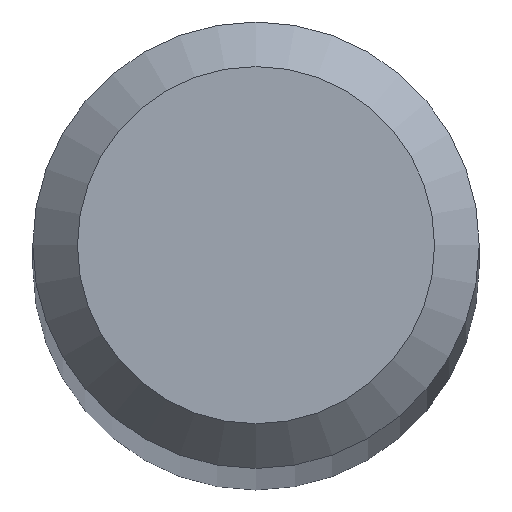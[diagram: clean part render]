
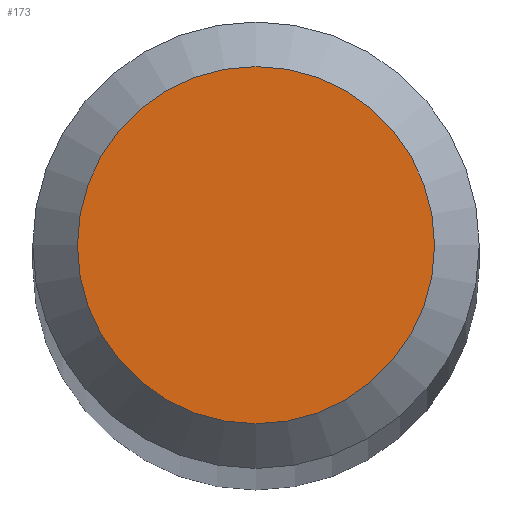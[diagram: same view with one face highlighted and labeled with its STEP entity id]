
A CAD part, top view. The second image highlights one B-rep face of the part: STEP entity #173.
In plain terms, the highlighted planar face has unit normal (0, 0, 1).
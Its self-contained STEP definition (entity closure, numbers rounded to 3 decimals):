
#17 = DIRECTION ( 'NONE',  ( 0., 0., -1. ) ) ;
#20 = AXIS2_PLACEMENT_3D ( 'NONE', #93, #17, #115 ) ;
#42 = PLANE ( 'NONE',  #20 ) ;
#71 = CIRCLE ( 'NONE', #197, 0.4 ) ;
#72 = EDGE_CURVE ( 'NONE', #97, #97, #71, .T. ) ;
#93 = CARTESIAN_POINT ( 'NONE',  ( 0., 0., 30. ) ) ;
#97 = VERTEX_POINT ( 'NONE', #149 ) ;
#115 = DIRECTION ( 'NONE',  ( 0., 1., 0. ) ) ;
#126 = DIRECTION ( 'NONE',  ( 0., 0., -1. ) ) ;
#127 = DIRECTION ( 'NONE',  ( 0., 1., 0. ) ) ;
#149 = CARTESIAN_POINT ( 'NONE',  ( 0., 0.4, 30. ) ) ;
#173 = ADVANCED_FACE ( 'NONE', ( #208 ), #42, .F. ) ;
#174 = ORIENTED_EDGE ( 'NONE', *, *, #72, .F. ) ;
#197 = AXIS2_PLACEMENT_3D ( 'NONE', #209, #126, #127 ) ;
#201 = EDGE_LOOP ( 'NONE', ( #174 ) ) ;
#208 = FACE_OUTER_BOUND ( 'NONE', #201, .T. ) ;
#209 = CARTESIAN_POINT ( 'NONE',  ( 0., 0., 30. ) ) ;
